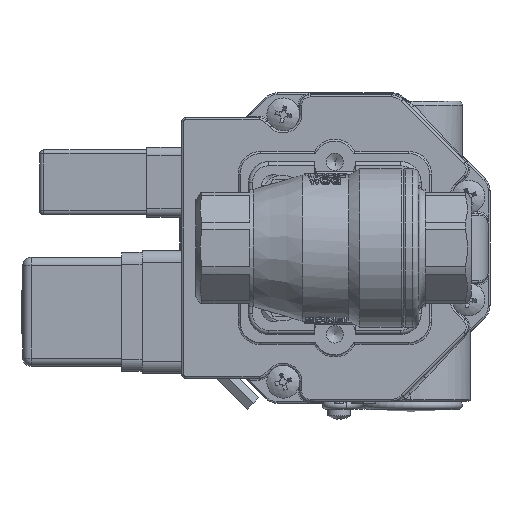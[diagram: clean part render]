
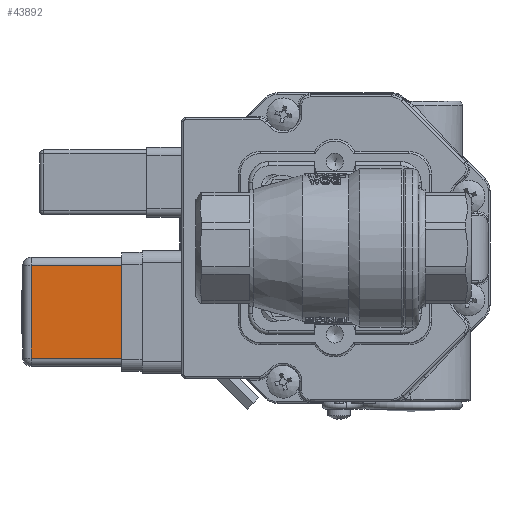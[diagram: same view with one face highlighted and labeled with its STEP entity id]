
A CAD part, front view. The second image highlights one B-rep face of the part: STEP entity #43892.
In plain terms, the highlighted face is planar.
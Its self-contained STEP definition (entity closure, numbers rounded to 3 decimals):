
#1475=PLANE('',#56118);
#4109=LINE('',#118439,#6838);
#4112=LINE('',#118446,#6841);
#4118=LINE('',#118462,#6847);
#4123=LINE('',#118476,#6852);
#6838=VECTOR('',#68293,1000.);
#6841=VECTOR('',#68300,1000.);
#6847=VECTOR('',#68320,1000.);
#6852=VECTOR('',#68337,1000.);
#22674=ORIENTED_EDGE('',*,*,#29556,.T.);
#22675=ORIENTED_EDGE('',*,*,#29552,.T.);
#22676=ORIENTED_EDGE('',*,*,#29572,.T.);
#22677=ORIENTED_EDGE('',*,*,#29565,.T.);
#29552=EDGE_CURVE('',#33841,#33845,#4109,.T.);
#29556=EDGE_CURVE('',#33847,#33841,#4112,.T.);
#29565=EDGE_CURVE('',#33852,#33847,#4118,.T.);
#29572=EDGE_CURVE('',#33845,#33852,#4123,.T.);
#33841=VERTEX_POINT('',#118426);
#33845=VERTEX_POINT('',#118437);
#33847=VERTEX_POINT('',#118443);
#33852=VERTEX_POINT('',#118463);
#37849=EDGE_LOOP('',(#22674,#22675,#22676,#22677));
#41038=FACE_BOUND('',#37849,.T.);
#43892=ADVANCED_FACE('',(#41038),#1475,.F.);
#56118=AXIS2_PLACEMENT_3D('',#118475,#68335,#68336);
#68293=DIRECTION('',(0.,0.,-1.));
#68300=DIRECTION('',(1.,0.,0.));
#68320=DIRECTION('',(0.,0.,1.));
#68335=DIRECTION('',(0.,-1.,0.));
#68336=DIRECTION('',(0.,0.,-1.));
#68337=DIRECTION('',(-1.,0.,0.));
#118426=CARTESIAN_POINT('',(11.25,13.25,36.6));
#118437=CARTESIAN_POINT('',(11.25,13.25,14.6));
#118439=CARTESIAN_POINT('',(11.25,13.25,38.6));
#118443=CARTESIAN_POINT('',(-11.25,13.25,36.6));
#118446=CARTESIAN_POINT('',(-13.25,13.25,36.6));
#118462=CARTESIAN_POINT('',(-11.25,13.25,38.6));
#118463=CARTESIAN_POINT('',(-11.25,13.25,14.6));
#118475=CARTESIAN_POINT('',(-13.25,13.25,38.6));
#118476=CARTESIAN_POINT('',(-13.25,13.25,14.6));
